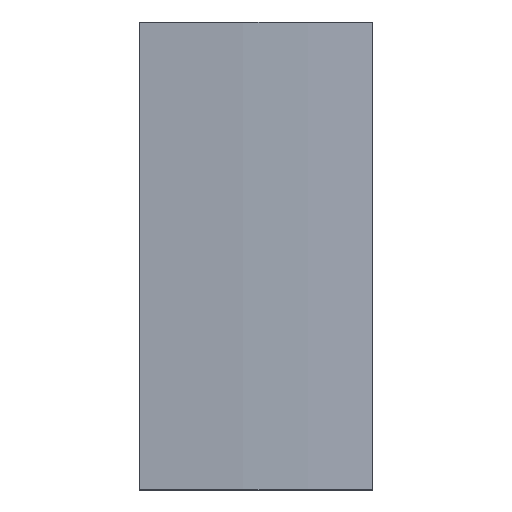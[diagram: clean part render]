
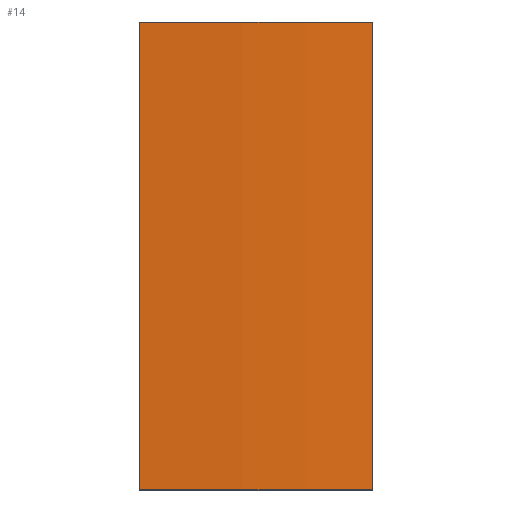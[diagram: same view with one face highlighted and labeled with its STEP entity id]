
A CAD part, top view. The second image highlights one B-rep face of the part: STEP entity #14.
In plain terms, the highlighted cylindrical face has radius 795.02 mm (diameter 1590.04 mm), a partial arc.
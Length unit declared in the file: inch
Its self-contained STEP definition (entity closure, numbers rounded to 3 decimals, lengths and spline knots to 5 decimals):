
#14=ADVANCED_FACE('',(#20),#93,.T.);
#20=FACE_OUTER_BOUND('',#26,.T.);
#26=EDGE_LOOP('',(#32,#33,#34,#35));
#32=ORIENTED_EDGE('',*,*,#56,.T.);
#33=ORIENTED_EDGE('',*,*,#57,.T.);
#34=ORIENTED_EDGE('',*,*,#58,.F.);
#35=ORIENTED_EDGE('',*,*,#59,.F.);
#56=EDGE_CURVE('',#80,#81,#68,.T.);
#57=EDGE_CURVE('',#81,#82,#69,.T.);
#58=EDGE_CURVE('',#83,#82,#70,.T.);
#59=EDGE_CURVE('',#80,#83,#71,.T.);
#68=B_SPLINE_CURVE_WITH_KNOTS('',3,(#217,#218,#219,#220,#221),
 .UNSPECIFIED.,.F.,.F.,(4,1,4),(258.09596,260.59796,263.09996),
 .UNSPECIFIED.);
#69=B_SPLINE_CURVE_WITH_KNOTS('',1,(#222,#223),.UNSPECIFIED.,.F.,.F.,(2,
2),(0.,6.),.UNSPECIFIED.);
#70=B_SPLINE_CURVE_WITH_KNOTS('',3,(#224,#225,#226,#227,#228),
 .UNSPECIFIED.,.F.,.F.,(4,1,4),(258.09596,260.59796,263.09996),
 .UNSPECIFIED.);
#71=B_SPLINE_CURVE_WITH_KNOTS('',1,(#229,#230),.UNSPECIFIED.,.F.,.F.,(2,
2),(0.,6.),.UNSPECIFIED.);
#80=VERTEX_POINT('',#209);
#81=VERTEX_POINT('',#210);
#82=VERTEX_POINT('',#211);
#83=VERTEX_POINT('',#212);
#93=CYLINDRICAL_SURFACE('',#185,31.3);
#185=AXIS2_PLACEMENT_3D('',#203,#194,$);
#194=DIRECTION('',(0.,1.,0.));
#203=CARTESIAN_POINT('',(2.5,5.,-31.2));
#209=CARTESIAN_POINT('',(0.,0.,0.));
#210=CARTESIAN_POINT('',(5.,0.,0.));
#211=CARTESIAN_POINT('',(5.,10.,0.));
#212=CARTESIAN_POINT('',(0.,10.,0.));
#217=CARTESIAN_POINT('',(0.,0.,0.));
#218=CARTESIAN_POINT('',(0.83134,0.,0.06651));
#219=CARTESIAN_POINT('',(2.5,0.,0.13349));
#220=CARTESIAN_POINT('',(4.16866,0.,0.06651));
#221=CARTESIAN_POINT('',(5.,0.,0.));
#222=CARTESIAN_POINT('',(5.,0.,0.));
#223=CARTESIAN_POINT('',(5.,10.,0.));
#224=CARTESIAN_POINT('',(0.,10.,0.));
#225=CARTESIAN_POINT('',(0.83134,10.,0.06651));
#226=CARTESIAN_POINT('',(2.5,10.,0.13349));
#227=CARTESIAN_POINT('',(4.16866,10.,0.06651));
#228=CARTESIAN_POINT('',(5.,10.,0.));
#229=CARTESIAN_POINT('',(0.,0.,0.));
#230=CARTESIAN_POINT('',(0.,10.,0.));
